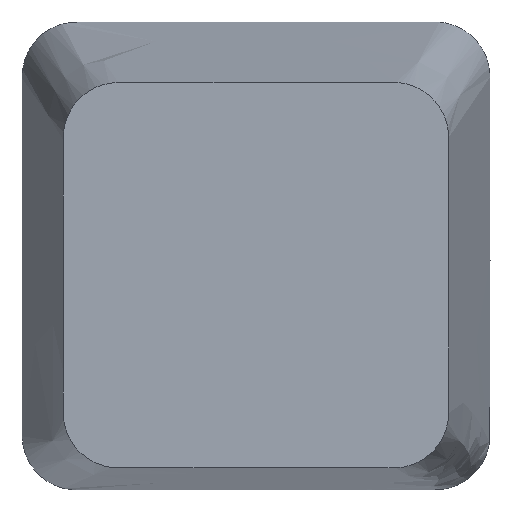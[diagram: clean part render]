
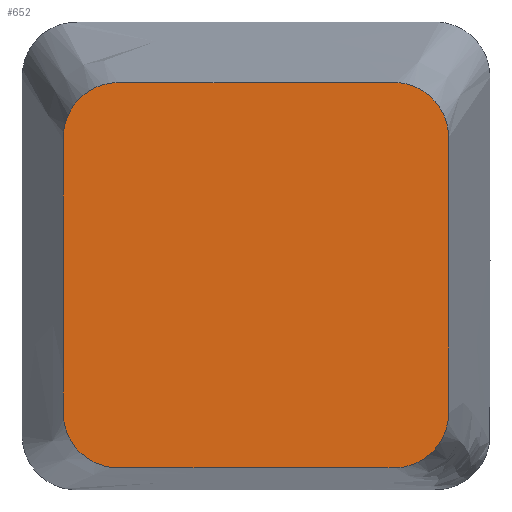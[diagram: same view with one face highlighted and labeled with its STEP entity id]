
A CAD part, top view. The second image highlights one B-rep face of the part: STEP entity #652.
In plain terms, the highlighted planar face has unit normal (0, 0, 1).
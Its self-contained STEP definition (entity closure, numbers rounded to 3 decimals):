
#62=FACE_OUTER_BOUND('',#98,.T.);
#98=EDGE_LOOP('',(#581));
#245=B_SPLINE_CURVE_WITH_KNOTS('',3,(#2341,#2342,#2343,#2344,#2345,#2346,
#2347,#2348,#2349,#2350,#2351,#2352,#2353,#2354,#2355,#2356,#2357,#2358,
#2359,#2360,#2361,#2362,#2363,#2364,#2365,#2366,#2367,#2368,#2369,#2370,
#2371,#2372,#2373,#2374,#2375),.UNSPECIFIED.,.T.,.F.,(4,1,1,1,2,2,1,1,1,
2,1,1,2,1,1,1,2,2,1,1,1,2,1,1,1,4),(0.,0.013,0.026,
0.046,0.053,0.25,0.263,0.276,
0.286,0.303,0.315,0.327,
0.5,0.513,0.526,0.546,
0.553,0.75,0.763,0.776,0.79,
0.803,0.815,0.827,0.901,
1.),.UNSPECIFIED.);
#307=VERTEX_POINT('',#2340);
#399=EDGE_CURVE('',#307,#307,#245,.T.);
#581=ORIENTED_EDGE('',*,*,#399,.T.);
#618=PLANE('',#710);
#652=ADVANCED_FACE('',(#62),#618,.T.);
#710=AXIS2_PLACEMENT_3D('',#2339,#857,#858);
#857=DIRECTION('center_axis',(0.,0.,
1.));
#858=DIRECTION('ref_axis',(0.,-1.,0.));
#2339=CARTESIAN_POINT('Origin',(0.636,-0.496,17.));
#2340=CARTESIAN_POINT('',(7.,4.05,17.));
#2341=CARTESIAN_POINT('Ctrl Pts',(7.,4.05,17.));
#2342=CARTESIAN_POINT('Ctrl Pts',(7.,4.273,17.));
#2343=CARTESIAN_POINT('Ctrl Pts',(6.921,4.778,17.));
#2344=CARTESIAN_POINT('Ctrl Pts',(6.382,5.634,17.));
#2345=CARTESIAN_POINT('Ctrl Pts',(5.587,6.019,17.));
#2346=CARTESIAN_POINT('Ctrl Pts',(5.112,6.049,17.));
#2347=CARTESIAN_POINT('Ctrl Pts',(1.667,6.053,17.));
#2348=CARTESIAN_POINT('Ctrl Pts',(-1.667,6.049,17.));
#2349=CARTESIAN_POINT('Ctrl Pts',(-5.222,6.05,17.));
#2350=CARTESIAN_POINT('Ctrl Pts',(-5.731,5.971,17.));
#2351=CARTESIAN_POINT('Ctrl Pts',(-6.397,5.547,17.));
#2352=CARTESIAN_POINT('Ctrl Pts',(-6.897,4.852,17.));
#2353=CARTESIAN_POINT('Ctrl Pts',(-7.002,4.328,17.));
#2354=CARTESIAN_POINT('Ctrl Pts',(-7.001,3.841,17.));
#2355=CARTESIAN_POINT('Ctrl Pts',(-7.001,3.425,17.));
#2356=CARTESIAN_POINT('Ctrl Pts',(-7.001,0.091,
17.));
#2357=CARTESIAN_POINT('Ctrl Pts',(-7.001,-3.032,17.));
#2358=CARTESIAN_POINT('Ctrl Pts',(-7.,-6.173,17.));
#2359=CARTESIAN_POINT('Ctrl Pts',(-6.922,-6.678,17.));
#2360=CARTESIAN_POINT('Ctrl Pts',(-6.382,-7.534,17.));
#2361=CARTESIAN_POINT('Ctrl Pts',(-5.588,-7.919,17.));
#2362=CARTESIAN_POINT('Ctrl Pts',(-5.112,-7.95,17.));
#2363=CARTESIAN_POINT('Ctrl Pts',(-1.667,-7.953,17.));
#2364=CARTESIAN_POINT('Ctrl Pts',(1.666,-7.949,17.));
#2365=CARTESIAN_POINT('Ctrl Pts',(5.222,-7.95,17.));
#2366=CARTESIAN_POINT('Ctrl Pts',(5.73,-7.872,17.));
#2367=CARTESIAN_POINT('Ctrl Pts',(6.459,-7.409,17.));
#2368=CARTESIAN_POINT('Ctrl Pts',(6.921,-6.681,17.));
#2369=CARTESIAN_POINT('Ctrl Pts',(7.,-6.173,17.));
#2370=CARTESIAN_POINT('Ctrl Pts',(7.,-5.742,17.));
#2371=CARTESIAN_POINT('Ctrl Pts',(7.,-5.325,17.));
#2372=CARTESIAN_POINT('Ctrl Pts',(7.,-3.658,17.));
#2373=CARTESIAN_POINT('Ctrl Pts',(7.,-0.533,17.));
#2374=CARTESIAN_POINT('Ctrl Pts',(7.,2.383,17.));
#2375=CARTESIAN_POINT('Ctrl Pts',(7.,4.05,17.));
